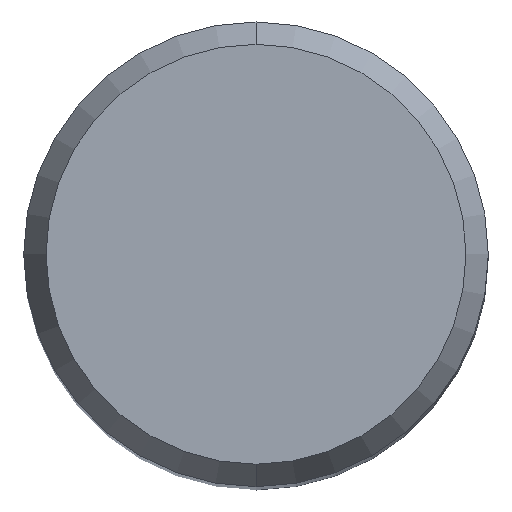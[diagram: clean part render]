
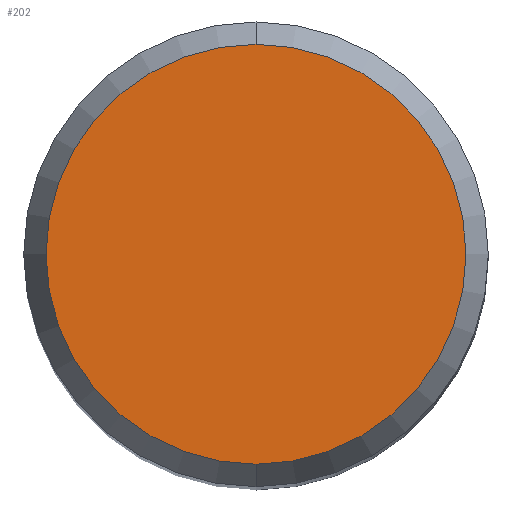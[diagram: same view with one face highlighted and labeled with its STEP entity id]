
A CAD part, top view. The second image highlights one B-rep face of the part: STEP entity #202.
In plain terms, the highlighted planar face has unit normal (0, 0, 1).
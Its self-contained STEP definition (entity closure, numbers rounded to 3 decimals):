
#118=VERTEX_POINT('',#293);
#120=EDGE_CURVE('',#176,#118,#295,.T.);
#176=VERTEX_POINT('',#359);
#202=ADVANCED_FACE('',(#391),#392,.T.);
#204=EDGE_CURVE('',#118,#176,#394,.T.);
#293=CARTESIAN_POINT('',(0.,-4.304,0.01));
#295=CIRCLE('',#485,4.304);
#359=CARTESIAN_POINT('',(0.0,4.304,0.01));
#391=FACE_OUTER_BOUND('',#601,.T.);
#392=PLANE('',#602);
#394=CIRCLE('',#605,4.304);
#485=AXIS2_PLACEMENT_3D('',#707,#708,#709);
#601=EDGE_LOOP('',(#829,#830));
#602=AXIS2_PLACEMENT_3D('',#831,#832,#833);
#605=AXIS2_PLACEMENT_3D('',#834,#835,#836);
#707=CARTESIAN_POINT('',(0.0,0.0,0.01));
#708=DIRECTION('',(0.0,0.0,-1.0));
#709=DIRECTION('',(0.0,1.0,0.0));
#829=ORIENTED_EDGE('',*,*,#120,.F.);
#830=ORIENTED_EDGE('',*,*,#204,.F.);
#831=CARTESIAN_POINT('',(0.0,2.152,0.01));
#832=DIRECTION('',(-0.0,0.0,1.0));
#833=DIRECTION('',(0.0,-1.0,0.0));
#834=CARTESIAN_POINT('',(0.0,0.0,0.01));
#835=DIRECTION('',(0.0,0.0,-1.0));
#836=DIRECTION('',(0.0,1.0,0.0));
